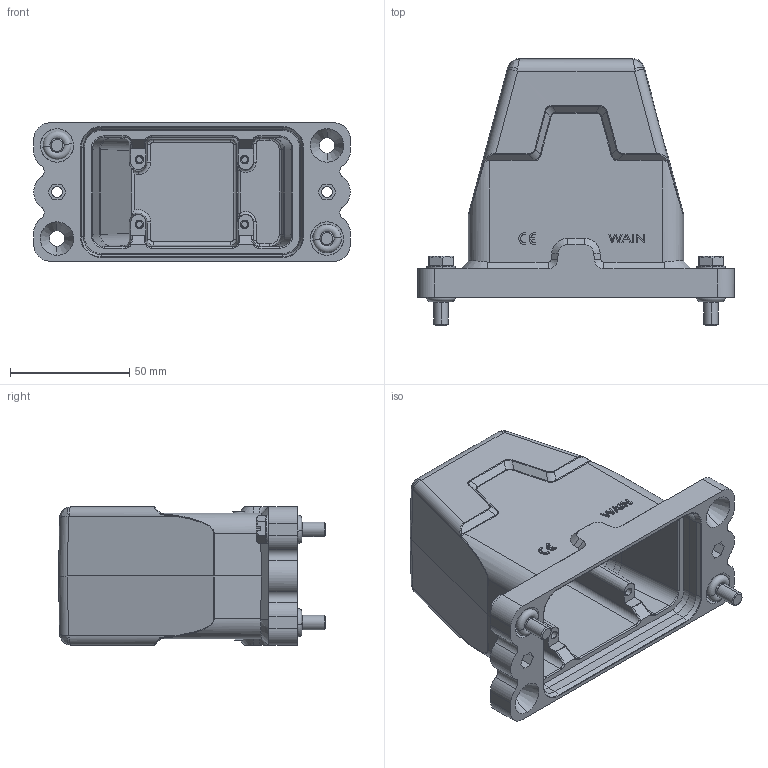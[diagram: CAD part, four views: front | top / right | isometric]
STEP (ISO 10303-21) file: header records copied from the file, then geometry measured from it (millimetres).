
FILE_DESCRIPTION(/* description */ (''),/* implementation_level */ '2;1');
FILE_NAME(/* name */ '3D_1136065305011_HP6B_H-SEH-4S-PG21_V1.1.STP',/* time_stamp */ '2024-01-10T18:54:51+08:00',/* author */ (''),/* organization */ (''),/* preprocessor_version */ 'ST-DEVELOPER v18.1',/* originating_system */ 'SIEMENS PLM Software NX 1980',/* authorisation */ '');
FILE_SCHEMA (('AP203_CONFIGURATION_CONTROLLED_3D_DESIGN_OF_MECHANICAL_PARTS_AND_ASSEMBLIES_MIM_LF { 1 0 10303 403 2 1 2}'));
Length unit declared in the file: millimetre
Products named in the file (1): temp
Bounding box: 132.5 x 111.7 x 58 mm (x, y, z)
Volume: 183095.1 mm3; surface area: 67356.9 mm2
Topology: 11 solids, 11 shells, 586 faces, 1503 edges, 962 vertices
Faces by surface type: plane 242, cylinder 187, cone 48, torus 47, bspline 46, extrusion 16
Entity records: 22363 total; most frequent: CARTESIAN_POINT 9673, ORIENTED_EDGE 3006, DIRECTION 1923, EDGE_CURVE 1503, VERTEX_POINT 962, B_SPLINE_CURVE_WITH_KNOTS 798, AXIS2_PLACEMENT_3D 681, EDGE_LOOP 623
